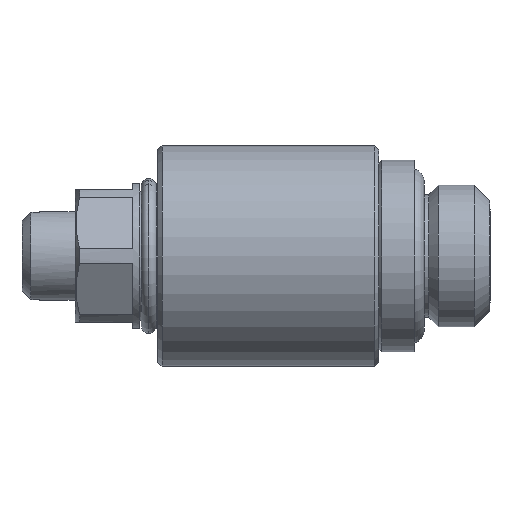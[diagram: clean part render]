
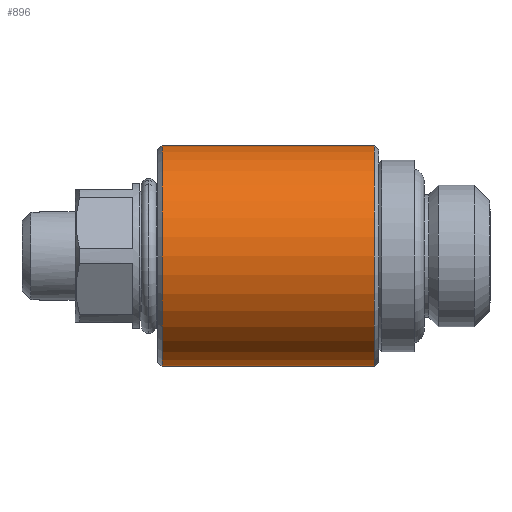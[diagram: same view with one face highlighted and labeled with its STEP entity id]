
A CAD part, left-side view. The second image highlights one B-rep face of the part: STEP entity #896.
In plain terms, the highlighted cylindrical face has radius 7.5 mm (diameter 15 mm), a partial arc.
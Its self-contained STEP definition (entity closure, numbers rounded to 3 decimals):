
#827 = ORIENTED_EDGE ( 'NONE', *, *, #885, .T. ) ;
#830 = ORIENTED_EDGE ( 'NONE', *, *, #1332, .T. ) ;
#845 = EDGE_LOOP ( 'NONE', ( #897, #827, #830, #899 ) ) ;
#866 = EDGE_CURVE ( 'NONE', #934, #937, #2594, .T. ) ;
#885 = EDGE_CURVE ( 'NONE', #1061, #1058, #2569, .T. ) ;
#896 = ADVANCED_FACE ( 'NONE', ( #2812 ), #2772, .T. ) ;
#897 = ORIENTED_EDGE ( 'NONE', *, *, #1300, .F. ) ;
#899 = ORIENTED_EDGE ( 'NONE', *, *, #866, .F. ) ;
#934 = VERTEX_POINT ( 'NONE', #2739 ) ;
#937 = VERTEX_POINT ( 'NONE', #2660 ) ;
#1058 = VERTEX_POINT ( 'NONE', #3045 ) ;
#1061 = VERTEX_POINT ( 'NONE', #3044 ) ;
#1300 = EDGE_CURVE ( 'NONE', #1061, #934, #3245, .T. ) ;
#1332 = EDGE_CURVE ( 'NONE', #1058, #937, #3451, .T. ) ;
#2563 = CARTESIAN_POINT ( 'NONE',  ( 0., 22.6, 0. ) ) ;
#2566 = DIRECTION ( 'NONE',  ( 0., 0., -1. ) ) ;
#2567 = DIRECTION ( 'NONE',  ( 0., -1., 0. ) ) ;
#2568 = AXIS2_PLACEMENT_3D ( 'NONE', #2563, #2567, #2566 ) ;
#2569 = CIRCLE ( 'NONE', #2568, 7.5 ) ;
#2571 = DIRECTION ( 'NONE',  ( 0., 0., -1. ) ) ;
#2572 = DIRECTION ( 'NONE',  ( 0., -1., 0. ) ) ;
#2575 = CARTESIAN_POINT ( 'NONE',  ( 0., 8.2, 0. ) ) ;
#2594 = CIRCLE ( 'NONE', #2634, 7.5 ) ;
#2634 = AXIS2_PLACEMENT_3D ( 'NONE', #2575, #2572, #2571 ) ;
#2660 = CARTESIAN_POINT ( 'NONE',  ( 0., 8.2, -7.5 ) ) ;
#2666 = CARTESIAN_POINT ( 'NONE',  ( 0., 5.519, 0. ) ) ;
#2683 = DIRECTION ( 'NONE',  ( 0., 0., -1. ) ) ;
#2694 = DIRECTION ( 'NONE',  ( 0., -1., 0. ) ) ;
#2739 = CARTESIAN_POINT ( 'NONE',  ( 0., 8.2, 7.5 ) ) ;
#2772 = CYLINDRICAL_SURFACE ( 'NONE', #2799, 7.5 ) ;
#2799 = AXIS2_PLACEMENT_3D ( 'NONE', #2666, #2694, #2683 ) ;
#2812 = FACE_OUTER_BOUND ( 'NONE', #845, .T. ) ;
#3044 = CARTESIAN_POINT ( 'NONE',  ( 0., 22.6, 7.5 ) ) ;
#3045 = CARTESIAN_POINT ( 'NONE',  ( 0., 22.6, -7.5 ) ) ;
#3245 = LINE ( 'NONE', #3344, #3343 ) ;
#3342 = DIRECTION ( 'NONE',  ( 0., -1., 0. ) ) ;
#3343 = VECTOR ( 'NONE', #3342, 1000. ) ;
#3344 = CARTESIAN_POINT ( 'NONE',  ( 0., 5.519, 7.5 ) ) ;
#3444 = DIRECTION ( 'NONE',  ( 0., -1., 0. ) ) ;
#3445 = VECTOR ( 'NONE', #3444, 1000. ) ;
#3446 = CARTESIAN_POINT ( 'NONE',  ( 0., 5.519, -7.5 ) ) ;
#3451 = LINE ( 'NONE', #3446, #3445 ) ;
